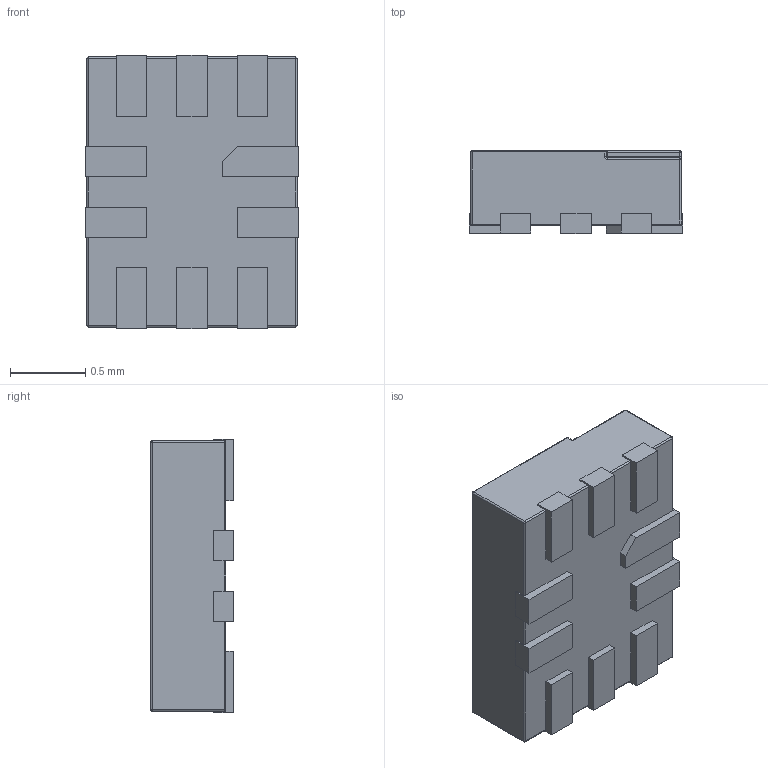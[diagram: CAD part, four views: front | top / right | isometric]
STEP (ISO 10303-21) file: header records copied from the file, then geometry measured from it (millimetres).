
FILE_DESCRIPTION (( 'STEP AP214' ), '1' );
FILE_NAME ('User Library-SOT1160-1.STEP', '2022-02-11T21:19:58', ( '' ), ( '' ), 'SwSTEP 2.0', 'SolidWorks 2021', '' );
FILE_SCHEMA (( 'AUTOMOTIVE_DESIGN' ));
Length unit declared in the file: millimetre
Products named in the file (1): User Library-SOT1160-1
Bounding box: 1.42 x 0.55 x 1.82 mm (x, y, z)
Volume: 1.3 mm3; surface area: 9 mm2
Topology: 1 solids, 1 shells, 213 faces, 589 edges, 359 vertices
Faces by surface type: plane 137, bspline 55, cylinder 21
Entity records: 10127 total; most frequent: CARTESIAN_POINT 4163, ORIENTED_EDGE 1156, DIRECTION 853, EDGE_CURVE 578, VECTOR 451, LINE 451, VERTEX_POINT 359, EDGE_LOOP 225
